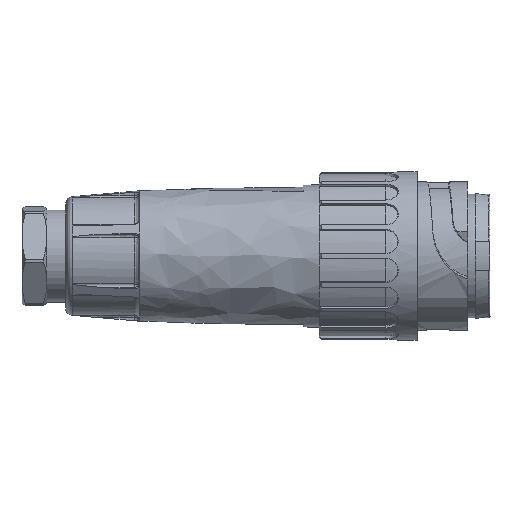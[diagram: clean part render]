
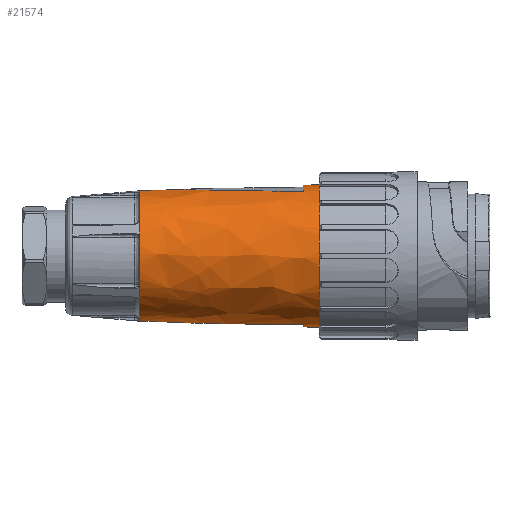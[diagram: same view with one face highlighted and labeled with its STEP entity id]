
A CAD part, front view. The second image highlights one B-rep face of the part: STEP entity #21574.
In plain terms, the highlighted free-form (B-spline) face has degree [2, 1] with [7, 2] control points.
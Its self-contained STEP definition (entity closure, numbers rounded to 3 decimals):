
#20769=CARTESIAN_POINT('V5',(-32.994,45.586,
   4.792));
#20770=VERTEX_POINT('V5',#20769);
#20771=CARTESIAN_POINT('V4',(-32.994,45.586,
   -4.792));
#20772=VERTEX_POINT('V4',#20771);
#20778=CARTESIAN_POINT('E4',(-32.994,45.586,
   -4.792));
#20779=CARTESIAN_POINT('E4',(12.917,45.586,
   0.));
#20780=CARTESIAN_POINT('E4',(-32.994,45.586,
   4.792));
#20788=(BOUNDED_CURVE()B_SPLINE_CURVE(2,(#20778,#20779,#20780),
   .HYPERBOLIC_ARC.,.F.,.U.)CURVE()GEOMETRIC_REPRESENTATION_ITEM()
   QUASI_UNIFORM_CURVE()RATIONAL_B_SPLINE_CURVE((1.006,
   1.068,1.006))REPRESENTATION_ITEM('E4'));
#20789=EDGE_CURVE('E4',#20772,#20770,#20788,.T.);
#20800=CARTESIAN_POINT('E8',(-32.994,45.586,
   4.792));
#20801=CARTESIAN_POINT('E8',(-32.994,47.287,
   0.));
#20802=CARTESIAN_POINT('E8',(-32.994,45.586,
   -4.792));
#20810=(BOUNDED_CURVE()B_SPLINE_CURVE(2,(#20800,#20801,#20802),
   .CIRCULAR_ARC.,.F.,.U.)B_SPLINE_CURVE_WITH_KNOTS((3,3),(
   0.022,0.978),.UNSPECIFIED.)CURVE()
   GEOMETRIC_REPRESENTATION_ITEM()RATIONAL_B_SPLINE_CURVE((
   0.772,0.728,0.772))
   REPRESENTATION_ITEM('E8'));
#20811=EDGE_CURVE('E8',#20770,#20772,#20810,.T.);
#21403=CARTESIAN_POINT('V8',(-37.994,17.586,
   0.0));
#21404=VERTEX_POINT('V8',#21403);
#21405=CARTESIAN_POINT('E12',(-37.994,17.586,
   0.0));
#21406=CARTESIAN_POINT('E12',(-37.994,17.586,
   -25.115));
#21407=CARTESIAN_POINT('E12',(-37.994,39.336,
   -12.557));
#21408=CARTESIAN_POINT('E12',(-37.994,61.086,
   0.));
#21409=CARTESIAN_POINT('E12',(-37.994,39.336,
   12.557));
#21410=CARTESIAN_POINT('E12',(-37.994,17.586,
   25.115));
#21411=CARTESIAN_POINT('E12',(-37.994,17.586,
   0.0));
#21419=(BOUNDED_CURVE()B_SPLINE_CURVE(2,(#21405,#21406,#21407,
   #21408,#21409,#21410,#21411),.CIRCULAR_ARC.,.T.,.U.)
   B_SPLINE_CURVE_WITH_KNOTS((3,2,2,3),(0.0,0.333,
   0.667,1.0),.UNSPECIFIED.)CURVE()
   GEOMETRIC_REPRESENTATION_ITEM()RATIONAL_B_SPLINE_CURVE((1.0,
   0.5,1.0,0.5,1.0,0.5,1.0)
   )REPRESENTATION_ITEM('E12'));
#21420=EDGE_CURVE('E12',#21404,#21404,#21419,.T.);
#21433=CARTESIAN_POINT('V3',(-32.994,18.586,
   4.792));
#21434=VERTEX_POINT('V3',#21433);
#21435=CARTESIAN_POINT('V1',(-9.357,18.586,
   0.));
#21436=VERTEX_POINT('V1',#21435);
#21437=CARTESIAN_POINT('E3',(-32.994,18.586,
   4.792));
#21438=CARTESIAN_POINT('E3',(-9.357,18.586,
   2.325));
#21439=CARTESIAN_POINT('E3',(-9.357,18.586,
   0.));
#21447=(BOUNDED_CURVE()B_SPLINE_CURVE(2,(#21437,#21438,#21439),
   .HYPERBOLIC_ARC.,.F.,.U.)CURVE()GEOMETRIC_REPRESENTATION_ITEM()
   QUASI_UNIFORM_CURVE()RATIONAL_B_SPLINE_CURVE((1.006,
   1.037,1.037))REPRESENTATION_ITEM('E3'));
#21448=EDGE_CURVE('E3',#21434,#21436,#21447,.T.);
#21450=CARTESIAN_POINT('V2',(-32.994,18.586,
   -4.792));
#21451=VERTEX_POINT('V2',#21450);
#21457=CARTESIAN_POINT('E1',(-9.357,18.586,
   0.));
#21458=CARTESIAN_POINT('E1',(-9.357,18.586,
   -2.325));
#21459=CARTESIAN_POINT('E1',(-32.994,18.586,
   -4.792));
#21467=(BOUNDED_CURVE()B_SPLINE_CURVE(2,(#21457,#21458,#21459),
   .HYPERBOLIC_ARC.,.F.,.U.)CURVE()GEOMETRIC_REPRESENTATION_ITEM()
   QUASI_UNIFORM_CURVE()RATIONAL_B_SPLINE_CURVE((1.037,
   1.037,1.006))REPRESENTATION_ITEM('E1'));
#21468=EDGE_CURVE('E1',#21436,#21451,#21467,.T.);
#21478=CARTESIAN_POINT('V6',(-32.994,17.76,
   0.));
#21479=VERTEX_POINT('V6',#21478);
#21480=CARTESIAN_POINT('E7',(-32.994,18.586,
   -4.792));
#21481=CARTESIAN_POINT('E7',(-32.994,17.76,
   -2.467));
#21482=CARTESIAN_POINT('E7',(-32.994,17.76,
   0.));
#21490=(BOUNDED_CURVE()B_SPLINE_CURVE(2,(#21480,#21481,#21482),
   .CIRCULAR_ARC.,.F.,.U.)B_SPLINE_CURVE_WITH_KNOTS((3,3),(
   0.04,1.0),.UNSPECIFIED.)CURVE()
   GEOMETRIC_REPRESENTATION_ITEM()RATIONAL_B_SPLINE_CURVE((
   0.852,0.91,1.0))REPRESENTATION_ITEM('E7')
   );
#21491=EDGE_CURVE('E7',#21451,#21479,#21490,.T.);
#21494=CARTESIAN_POINT('E6',(-32.994,17.76,
   0.));
#21495=CARTESIAN_POINT('E6',(-32.994,17.76,
   2.467));
#21496=CARTESIAN_POINT('E6',(-32.994,18.586,
   4.792));
#21504=(BOUNDED_CURVE()B_SPLINE_CURVE(2,(#21494,#21495,#21496),
   .CIRCULAR_ARC.,.F.,.U.)B_SPLINE_CURVE_WITH_KNOTS((3,3),(0.0,
   0.96),.UNSPECIFIED.)CURVE()
   GEOMETRIC_REPRESENTATION_ITEM()RATIONAL_B_SPLINE_CURVE((1.0,
   0.91,0.852))REPRESENTATION_ITEM('E6'));
#21505=EDGE_CURVE('E6',#21479,#21434,#21504,.T.);
#21510=CARTESIAN_POINT('F5',(-37.994,17.586,
   0.0));
#21511=CARTESIAN_POINT('F5',(-37.994,17.586,
   -25.115));
#21512=CARTESIAN_POINT('F5',(-37.994,39.336,
   -12.557));
#21513=CARTESIAN_POINT('F5',(-37.994,61.086,
   0.));
#21514=CARTESIAN_POINT('F5',(-37.994,39.336,
   12.557));
#21515=CARTESIAN_POINT('F5',(-37.994,17.586,
   25.115));
#21516=CARTESIAN_POINT('F5',(-37.994,17.586,
   0.0));
#21517=CARTESIAN_POINT('F5',(0.006,18.913,
   0.0));
#21518=CARTESIAN_POINT('F5',(0.006,18.913,
   -22.816));
#21519=CARTESIAN_POINT('F5',(0.006,38.672,
   -11.408));
#21520=CARTESIAN_POINT('F5',(0.006,58.432,
   0.));
#21521=CARTESIAN_POINT('F5',(0.006,38.672,
   11.408));
#21522=CARTESIAN_POINT('F5',(0.006,18.913,
   22.816));
#21523=CARTESIAN_POINT('F5',(0.006,18.913,
   0.0));
#21531=(BOUNDED_SURFACE()B_SPLINE_SURFACE(2,1,((#21510,#21517),(
   #21511,#21518),(#21512,#21519),(#21513,#21520),(#21514,
   #21521),(#21515,#21522),(#21516,#21523)),.CONICAL_SURF.,.T.,
   .F.,.U.)B_SPLINE_SURFACE_WITH_KNOTS((3,2,2,3),(2,2),(0.0,
   1.261,2.521,3.782),(0.0,1.0),
   .UNSPECIFIED.)GEOMETRIC_REPRESENTATION_ITEM()
   RATIONAL_B_SPLINE_SURFACE(((1.0,1.0),(0.5,
   0.5),(1.0,1.0),(0.5,
   0.5),(1.0,1.0),(0.5,
   0.5),(1.0,1.0)))REPRESENTATION_ITEM('F5')SURFACE()
   );
#21532=ORIENTED_EDGE('F3',*,*,#21505,.T.);
#21533=ORIENTED_EDGE('E3',*,*,#21448,.T.);
#21534=CARTESIAN_POINT('V7',(0.006,18.913,
   0.0));
#21535=VERTEX_POINT('V7',#21534);
#21536=CARTESIAN_POINT('E9',(0.006,18.913,
   0.0));
#21537=CARTESIAN_POINT('E9',(-9.357,18.586,
   0.0));
#21538=B_SPLINE_CURVE_WITH_KNOTS('E9',1,(#21536,#21537),
   .POLYLINE_FORM.,.F.,.U.,(2,2),(0.0,0.246),
   .UNSPECIFIED.);
#21539=EDGE_CURVE('E9',#21535,#21436,#21538,.T.);
#21540=ORIENTED_EDGE('E9',*,*,#21539,.F.);
#21541=CARTESIAN_POINT('E10',(0.006,18.913,
   0.0));
#21542=CARTESIAN_POINT('E10',(0.006,18.913,
   -22.816));
#21543=CARTESIAN_POINT('E10',(0.006,38.672,
   -11.408));
#21544=CARTESIAN_POINT('E10',(0.006,58.432,
   0.));
#21545=CARTESIAN_POINT('E10',(0.006,38.672,
   11.408));
#21546=CARTESIAN_POINT('E10',(0.006,18.913,
   22.816));
#21547=CARTESIAN_POINT('E10',(0.006,18.913,
   0.0));
#21555=(BOUNDED_CURVE()B_SPLINE_CURVE(2,(#21541,#21542,#21543,
   #21544,#21545,#21546,#21547),.CIRCULAR_ARC.,.T.,.U.)
   B_SPLINE_CURVE_WITH_KNOTS((3,2,2,3),(0.0,3.186,
   6.373,9.559),.UNSPECIFIED.)CURVE()
   GEOMETRIC_REPRESENTATION_ITEM()RATIONAL_B_SPLINE_CURVE((1.0,
   0.5,1.0,0.5,1.0,0.5,1.0)
   )REPRESENTATION_ITEM('E10'));
#21556=EDGE_CURVE('E10',#21535,#21535,#21555,.T.);
#21557=ORIENTED_EDGE('E10',*,*,#21556,.F.);
#21558=ORIENTED_EDGE('E9',*,*,#21539,.T.);
#21559=ORIENTED_EDGE('F1',*,*,#21468,.T.);
#21560=ORIENTED_EDGE('E7',*,*,#21491,.T.);
#21561=CARTESIAN_POINT('E11',(-32.994,17.76,
   0.0));
#21562=CARTESIAN_POINT('E11',(-37.994,17.586,
   0.0));
#21563=B_SPLINE_CURVE_WITH_KNOTS('E11',1,(#21561,#21562),
   .POLYLINE_FORM.,.F.,.U.,(2,2),(0.868,1.0),
   .UNSPECIFIED.);
#21564=EDGE_CURVE('E11',#21479,#21404,#21563,.T.);
#21565=ORIENTED_EDGE('E11',*,*,#21564,.T.);
#21566=ORIENTED_EDGE('F6',*,*,#21420,.T.);
#21567=ORIENTED_EDGE('E11',*,*,#21564,.F.);
#21568=EDGE_LOOP('F5',(#21532,#21533,#21540,#21557,#21558,#21559,
   #21560,#21565,#21566,#21567));
#21569=FACE_OUTER_BOUND('F5',#21568,.T.);
#21570=ORIENTED_EDGE('F4',*,*,#20811,.T.);
#21571=ORIENTED_EDGE('F2',*,*,#20789,.T.);
#21572=EDGE_LOOP('F5',(#21570,#21571));
#21573=FACE_BOUND('F5',#21572,.T.);
#21574=ADVANCED_FACE('F5',(#21569,#21573),#21531,.T.);
